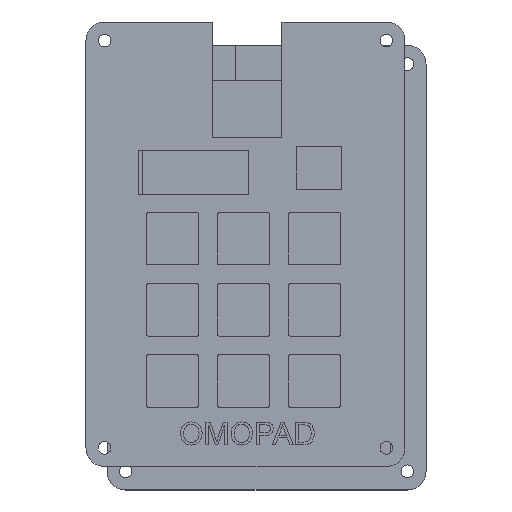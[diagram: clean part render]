
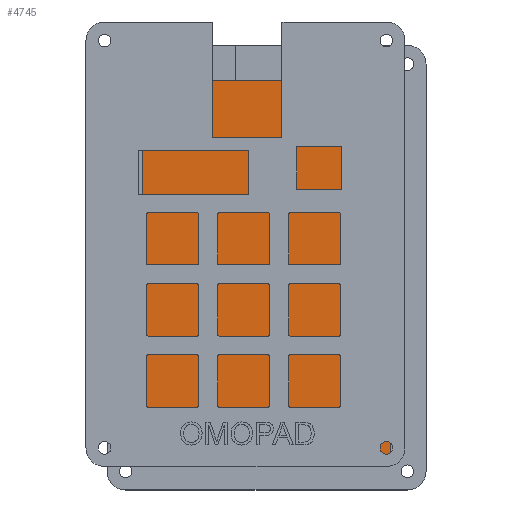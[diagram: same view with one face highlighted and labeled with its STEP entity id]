
A CAD part, top view. The second image highlights one B-rep face of the part: STEP entity #4745.
In plain terms, the highlighted planar face has unit normal (0, 0, 1).
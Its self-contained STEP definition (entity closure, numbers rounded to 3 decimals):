
#690=FACE_OUTER_BOUND('',#983,.T.);
#983=EDGE_LOOP('',(#4319,#4320,#4321,#4322));
#1426=LINE('',#8634,#1859);
#1428=LINE('',#8639,#1861);
#1429=LINE('',#8640,#1862);
#1430=LINE('',#8641,#1863);
#1859=VECTOR('',#6010,10.);
#1861=VECTOR('',#6014,10.);
#1862=VECTOR('',#6015,10.);
#1863=VECTOR('',#6016,10.);
#2318=VERTEX_POINT('',#8631);
#2319=VERTEX_POINT('',#8633);
#2320=VERTEX_POINT('',#8637);
#2321=VERTEX_POINT('',#8638);
#2992=EDGE_CURVE('',#2318,#2319,#1426,.T.);
#2994=EDGE_CURVE('',#2320,#2321,#1428,.T.);
#2995=EDGE_CURVE('',#2319,#2320,#1429,.T.);
#2996=EDGE_CURVE('',#2321,#2318,#1430,.T.);
#4319=ORIENTED_EDGE('',*,*,#2994,.F.);
#4320=ORIENTED_EDGE('',*,*,#2995,.F.);
#4321=ORIENTED_EDGE('',*,*,#2992,.F.);
#4322=ORIENTED_EDGE('',*,*,#2996,.F.);
#4505=PLANE('',#5039);
#4745=ADVANCED_FACE('',(#690),#4505,.T.);
#5039=AXIS2_PLACEMENT_3D('',#8636,#6012,#6013);
#6010=DIRECTION('',(1.,0.,0.));
#6012=DIRECTION('center_axis',(0.,0.,1.));
#6013=DIRECTION('ref_axis',(1.,0.,0.));
#6014=DIRECTION('',(-1.,0.,0.));
#6015=DIRECTION('',(0.,-1.,0.));
#6016=DIRECTION('',(0.,1.,0.));
#8631=CARTESIAN_POINT('',(-36.328,40.042,3.));
#8633=CARTESIAN_POINT('',(30.192,40.042,3.));
#8634=CARTESIAN_POINT('',(-19.698,40.042,3.));
#8636=CARTESIAN_POINT('Origin',(-3.068,-10.033,3.));
#8637=CARTESIAN_POINT('',(30.192,-60.108,3.));
#8638=CARTESIAN_POINT('',(-36.328,-60.108,3.));
#8639=CARTESIAN_POINT('',(13.562,-60.108,3.));
#8640=CARTESIAN_POINT('',(30.192,15.005,3.));
#8641=CARTESIAN_POINT('',(-36.328,-35.07,3.));
